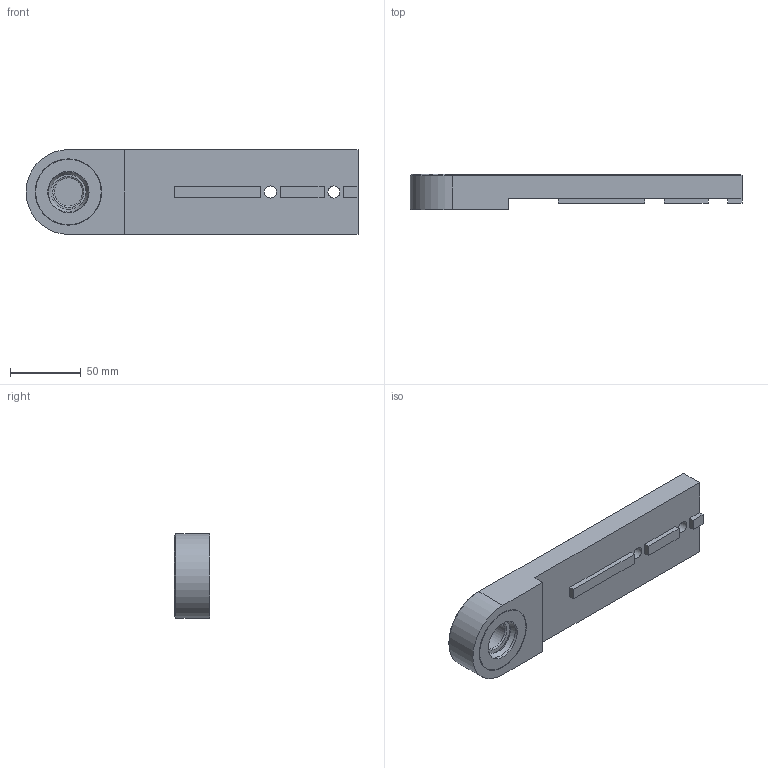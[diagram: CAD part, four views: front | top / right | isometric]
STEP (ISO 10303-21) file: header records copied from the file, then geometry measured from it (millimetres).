
FILE_DESCRIPTION((''),'2;1');
FILE_NAME('906001L.stp','2014-01-26T14:18:34',('Honza'),(''),'Autodesk Inventor 2011','Autodesk Inventor 2011','');
FILE_SCHEMA(('AUTOMOTIVE_DESIGN { 1 0 10303 214 1 1 1 1 }'));
Length unit declared in the file: millimetre
Products named in the file (1): 906001L
Bounding box: 235 x 25 x 60 mm (x, y, z)
Volume: 240695.5 mm3; surface area: 56842.3 mm2
Topology: 8 solids, 8 shells, 85 faces, 199 edges, 130 vertices
Faces by surface type: plane 36, torus 24, cylinder 15, cone 5, sphere 5
Full cylindrical faces by diameter (mm): 8.5 x2, 13.5 x2, 20 x1, 28.802 x3, 29.2 x1, 42 x1, 44.5 x1, 47 x3
Entity records: 2421 total; most frequent: DIRECTION 435, CARTESIAN_POINT 374, ORIENTED_EDGE 322, AXIS2_PLACEMENT_3D 188, EDGE_CURVE 161, EDGE_LOOP 130, VERTEX_POINT 127, CIRCLE 102
